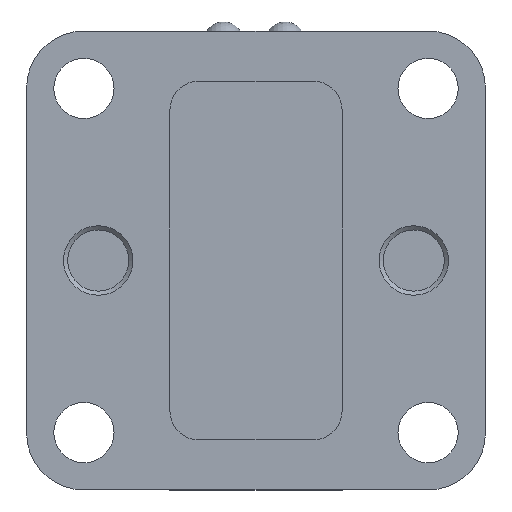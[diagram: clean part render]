
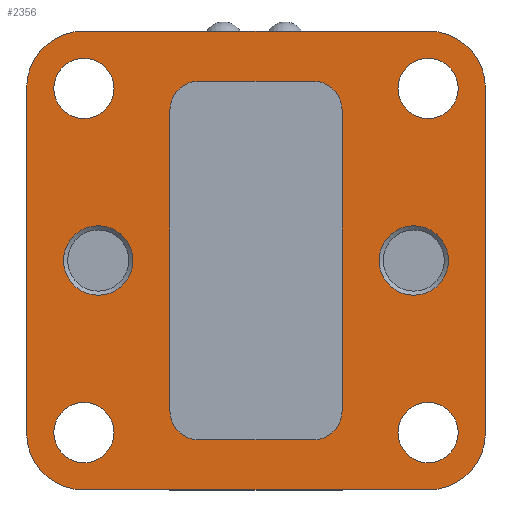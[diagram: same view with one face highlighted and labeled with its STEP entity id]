
A CAD part, front view. The second image highlights one B-rep face of the part: STEP entity #2356.
In plain terms, the highlighted planar face has unit normal (0, -1, 0).
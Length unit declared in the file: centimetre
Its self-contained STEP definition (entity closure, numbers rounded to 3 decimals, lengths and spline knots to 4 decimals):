
#164=FACE_OUTER_BOUND('',#775,.T.);
#334=LINE('',#3771,#533);
#335=LINE('',#3775,#534);
#336=LINE('',#3779,#535);
#337=LINE('',#3782,#536);
#338=LINE('',#3784,#537);
#339=LINE('',#3788,#538);
#340=LINE('',#3792,#539);
#341=LINE('',#3795,#540);
#533=VECTOR('',#3102,2.4);
#534=VECTOR('',#3105,2.4);
#535=VECTOR('',#3108,2.4);
#536=VECTOR('',#3111,2.4);
#537=VECTOR('',#3112,0.8);
#538=VECTOR('',#3115,2.1);
#539=VECTOR('',#3118,0.8);
#540=VECTOR('',#3121,2.1);
#643=PLANE('',#2564);
#672=FACE_BOUND('',#776,.T.);
#673=FACE_BOUND('',#777,.T.);
#674=FACE_BOUND('',#778,.T.);
#675=FACE_BOUND('',#779,.T.);
#676=FACE_BOUND('',#780,.T.);
#677=FACE_BOUND('',#781,.T.);
#678=FACE_BOUND('',#782,.T.);
#775=EDGE_LOOP('',(#1823,#1824,#1825,#1826,#1827,#1828,#1829,#1830));
#776=EDGE_LOOP('',(#1831,#1832,#1833,#1834,#1835,#1836,#1837,#1838));
#777=EDGE_LOOP('',(#1839));
#778=EDGE_LOOP('',(#1840));
#779=EDGE_LOOP('',(#1841));
#780=EDGE_LOOP('',(#1842));
#781=EDGE_LOOP('',(#1843));
#782=EDGE_LOOP('',(#1844));
#912=CIRCLE('',#2562,0.2);
#914=CIRCLE('',#2565,0.4);
#915=CIRCLE('',#2566,0.4);
#916=CIRCLE('',#2567,0.4);
#917=CIRCLE('',#2568,0.4);
#918=CIRCLE('',#2569,0.2);
#919=CIRCLE('',#2570,0.2);
#920=CIRCLE('',#2571,0.2);
#921=CIRCLE('',#2572,0.242);
#922=CIRCLE('',#2573,0.21);
#923=CIRCLE('',#2574,0.21);
#924=CIRCLE('',#2575,0.21);
#925=CIRCLE('',#2576,0.21);
#926=CIRCLE('',#2577,0.242);
#1072=VERTEX_POINT('',#3758);
#1073=VERTEX_POINT('',#3759);
#1076=VERTEX_POINT('',#3767);
#1077=VERTEX_POINT('',#3768);
#1078=VERTEX_POINT('',#3770);
#1079=VERTEX_POINT('',#3772);
#1080=VERTEX_POINT('',#3774);
#1081=VERTEX_POINT('',#3776);
#1082=VERTEX_POINT('',#3778);
#1083=VERTEX_POINT('',#3780);
#1084=VERTEX_POINT('',#3783);
#1085=VERTEX_POINT('',#3785);
#1086=VERTEX_POINT('',#3787);
#1087=VERTEX_POINT('',#3789);
#1088=VERTEX_POINT('',#3791);
#1089=VERTEX_POINT('',#3793);
#1090=VERTEX_POINT('',#3796);
#1091=VERTEX_POINT('',#3798);
#1092=VERTEX_POINT('',#3800);
#1093=VERTEX_POINT('',#3802);
#1094=VERTEX_POINT('',#3804);
#1095=VERTEX_POINT('',#3806);
#1352=EDGE_CURVE('',#1072,#1073,#912,.T.);
#1356=EDGE_CURVE('',#1076,#1077,#914,.T.);
#1357=EDGE_CURVE('',#1077,#1078,#334,.T.);
#1358=EDGE_CURVE('',#1078,#1079,#915,.T.);
#1359=EDGE_CURVE('',#1079,#1080,#335,.T.);
#1360=EDGE_CURVE('',#1080,#1081,#916,.T.);
#1361=EDGE_CURVE('',#1081,#1082,#336,.T.);
#1362=EDGE_CURVE('',#1082,#1083,#917,.T.);
#1363=EDGE_CURVE('',#1083,#1076,#337,.T.);
#1364=EDGE_CURVE('',#1084,#1073,#338,.T.);
#1365=EDGE_CURVE('',#1084,#1085,#918,.T.);
#1366=EDGE_CURVE('',#1086,#1085,#339,.T.);
#1367=EDGE_CURVE('',#1086,#1087,#919,.T.);
#1368=EDGE_CURVE('',#1088,#1087,#340,.T.);
#1369=EDGE_CURVE('',#1088,#1089,#920,.T.);
#1370=EDGE_CURVE('',#1072,#1089,#341,.T.);
#1371=EDGE_CURVE('',#1090,#1090,#921,.T.);
#1372=EDGE_CURVE('',#1091,#1091,#922,.T.);
#1373=EDGE_CURVE('',#1092,#1092,#923,.T.);
#1374=EDGE_CURVE('',#1093,#1093,#924,.T.);
#1375=EDGE_CURVE('',#1094,#1094,#925,.T.);
#1376=EDGE_CURVE('',#1095,#1095,#926,.T.);
#1823=ORIENTED_EDGE('',*,*,#1356,.T.);
#1824=ORIENTED_EDGE('',*,*,#1357,.T.);
#1825=ORIENTED_EDGE('',*,*,#1358,.T.);
#1826=ORIENTED_EDGE('',*,*,#1359,.T.);
#1827=ORIENTED_EDGE('',*,*,#1360,.T.);
#1828=ORIENTED_EDGE('',*,*,#1361,.T.);
#1829=ORIENTED_EDGE('',*,*,#1362,.T.);
#1830=ORIENTED_EDGE('',*,*,#1363,.T.);
#1831=ORIENTED_EDGE('',*,*,#1352,.T.);
#1832=ORIENTED_EDGE('',*,*,#1364,.F.);
#1833=ORIENTED_EDGE('',*,*,#1365,.T.);
#1834=ORIENTED_EDGE('',*,*,#1366,.F.);
#1835=ORIENTED_EDGE('',*,*,#1367,.T.);
#1836=ORIENTED_EDGE('',*,*,#1368,.F.);
#1837=ORIENTED_EDGE('',*,*,#1369,.T.);
#1838=ORIENTED_EDGE('',*,*,#1370,.F.);
#1839=ORIENTED_EDGE('',*,*,#1371,.T.);
#1840=ORIENTED_EDGE('',*,*,#1372,.T.);
#1841=ORIENTED_EDGE('',*,*,#1373,.T.);
#1842=ORIENTED_EDGE('',*,*,#1374,.T.);
#1843=ORIENTED_EDGE('',*,*,#1375,.T.);
#1844=ORIENTED_EDGE('',*,*,#1376,.T.);
#2356=ADVANCED_FACE('',(#164,#672,#673,#674,#675,#676,#677,#678),#643,.F.);
#2562=AXIS2_PLACEMENT_3D('',#3760,#3092,#3093);
#2564=AXIS2_PLACEMENT_3D('',#3766,#3098,#3099);
#2565=AXIS2_PLACEMENT_3D('',#3769,#3100,#3101);
#2566=AXIS2_PLACEMENT_3D('',#3773,#3103,#3104);
#2567=AXIS2_PLACEMENT_3D('',#3777,#3106,#3107);
#2568=AXIS2_PLACEMENT_3D('',#3781,#3109,#3110);
#2569=AXIS2_PLACEMENT_3D('',#3786,#3113,#3114);
#2570=AXIS2_PLACEMENT_3D('',#3790,#3116,#3117);
#2571=AXIS2_PLACEMENT_3D('',#3794,#3119,#3120);
#2572=AXIS2_PLACEMENT_3D('',#3797,#3122,#3123);
#2573=AXIS2_PLACEMENT_3D('',#3799,#3124,#3125);
#2574=AXIS2_PLACEMENT_3D('',#3801,#3126,#3127);
#2575=AXIS2_PLACEMENT_3D('',#3803,#3128,#3129);
#2576=AXIS2_PLACEMENT_3D('',#3805,#3130,#3131);
#2577=AXIS2_PLACEMENT_3D('',#3807,#3132,#3133);
#3092=DIRECTION('center_axis',(0.,1.,0.));
#3093=DIRECTION('ref_axis',(-1.,0.,0.));
#3098=DIRECTION('center_axis',(0.,1.,0.));
#3099=DIRECTION('ref_axis',(-1.,0.,0.));
#3100=DIRECTION('center_axis',(0.,-1.,0.));
#3101=DIRECTION('ref_axis',(0.,0.,-1.));
#3102=DIRECTION('',(0.,0.,1.));
#3103=DIRECTION('center_axis',(0.,-1.,0.));
#3104=DIRECTION('ref_axis',(1.,0.,0.));
#3105=DIRECTION('',(-1.,0.,0.));
#3106=DIRECTION('center_axis',(0.,-1.,0.));
#3107=DIRECTION('ref_axis',(0.,0.,1.));
#3108=DIRECTION('',(0.,0.,-1.));
#3109=DIRECTION('center_axis',(0.,-1.,0.));
#3110=DIRECTION('ref_axis',(-1.,0.,0.));
#3111=DIRECTION('',(1.,0.,0.));
#3112=DIRECTION('',(-1.,0.,0.));
#3113=DIRECTION('center_axis',(0.,1.,0.));
#3114=DIRECTION('ref_axis',(0.,0.,1.));
#3115=DIRECTION('',(0.,0.,1.));
#3116=DIRECTION('center_axis',(0.,1.,0.));
#3117=DIRECTION('ref_axis',(1.,0.,0.));
#3118=DIRECTION('',(1.,0.,0.));
#3119=DIRECTION('center_axis',(0.,1.,0.));
#3120=DIRECTION('ref_axis',(0.,0.,-1.));
#3121=DIRECTION('',(0.,0.,-1.));
#3122=DIRECTION('center_axis',(0.,1.,0.));
#3123=DIRECTION('ref_axis',(1.,0.,0.));
#3124=DIRECTION('center_axis',(0.,1.,0.));
#3125=DIRECTION('ref_axis',(-1.,0.,0.));
#3126=DIRECTION('center_axis',(0.,1.,0.));
#3127=DIRECTION('ref_axis',(-1.,0.,0.));
#3128=DIRECTION('center_axis',(0.,1.,0.));
#3129=DIRECTION('ref_axis',(-1.,0.,0.));
#3130=DIRECTION('center_axis',(0.,1.,0.));
#3131=DIRECTION('ref_axis',(-1.,0.,0.));
#3132=DIRECTION('center_axis',(0.,1.,0.));
#3133=DIRECTION('ref_axis',(1.,0.,0.));
#3758=CARTESIAN_POINT('',(1.,0.,-0.55));
#3759=CARTESIAN_POINT('',(1.2,0.,-0.35));
#3760=CARTESIAN_POINT('Origin',(1.2,0.,-0.55));
#3766=CARTESIAN_POINT('Origin',(1.6,0.,-1.6));
#3767=CARTESIAN_POINT('',(2.8,0.,-3.2));
#3768=CARTESIAN_POINT('',(3.2,0.,-2.8));
#3769=CARTESIAN_POINT('Origin',(2.8,0.,-2.8));
#3770=CARTESIAN_POINT('',(3.2,0.,-0.4));
#3771=CARTESIAN_POINT('',(3.2,0.,-2.8));
#3772=CARTESIAN_POINT('',(2.8,0.,0.));
#3773=CARTESIAN_POINT('Origin',(2.8,0.,-0.4));
#3774=CARTESIAN_POINT('',(0.4,0.,0.));
#3775=CARTESIAN_POINT('',(2.8,0.,0.));
#3776=CARTESIAN_POINT('',(0.,0.,-0.4));
#3777=CARTESIAN_POINT('Origin',(0.4,0.,-0.4));
#3778=CARTESIAN_POINT('',(0.,0.,-2.8));
#3779=CARTESIAN_POINT('',(0.,0.,-0.4));
#3780=CARTESIAN_POINT('',(0.4,0.,-3.2));
#3781=CARTESIAN_POINT('Origin',(0.4,0.,-2.8));
#3782=CARTESIAN_POINT('',(0.4,0.,-3.2));
#3783=CARTESIAN_POINT('',(2.,0.,-0.35));
#3784=CARTESIAN_POINT('',(2.,0.,-0.35));
#3785=CARTESIAN_POINT('',(2.2,0.,-0.55));
#3786=CARTESIAN_POINT('Origin',(2.,0.,-0.55));
#3787=CARTESIAN_POINT('',(2.2,0.,-2.65));
#3788=CARTESIAN_POINT('',(2.2,0.,-2.65));
#3789=CARTESIAN_POINT('',(2.,0.,-2.85));
#3790=CARTESIAN_POINT('Origin',(2.,0.,-2.65));
#3791=CARTESIAN_POINT('',(1.2,0.,-2.85));
#3792=CARTESIAN_POINT('',(1.2,0.,-2.85));
#3793=CARTESIAN_POINT('',(1.,0.,-2.65));
#3794=CARTESIAN_POINT('Origin',(1.2,0.,-2.65));
#3795=CARTESIAN_POINT('',(1.,0.,-0.55));
#3796=CARTESIAN_POINT('',(0.742,0.,-1.6));
#3797=CARTESIAN_POINT('Origin',(0.5,0.,-1.6));
#3798=CARTESIAN_POINT('',(2.59,0.,-2.8));
#3799=CARTESIAN_POINT('Origin',(2.8,0.,-2.8));
#3800=CARTESIAN_POINT('',(2.59,0.,-0.4));
#3801=CARTESIAN_POINT('Origin',(2.8,0.,-0.4));
#3802=CARTESIAN_POINT('',(0.19,0.,-0.4));
#3803=CARTESIAN_POINT('Origin',(0.4,0.,-0.4));
#3804=CARTESIAN_POINT('',(0.19,0.,-2.8));
#3805=CARTESIAN_POINT('Origin',(0.4,0.,-2.8));
#3806=CARTESIAN_POINT('',(2.942,0.,-1.6));
#3807=CARTESIAN_POINT('Origin',(2.7,0.,-1.6));
